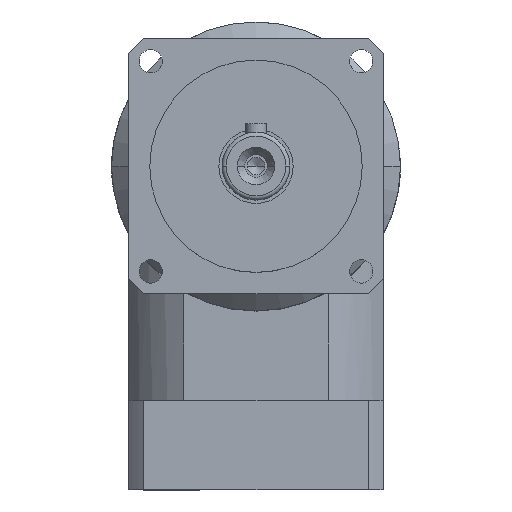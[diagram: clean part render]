
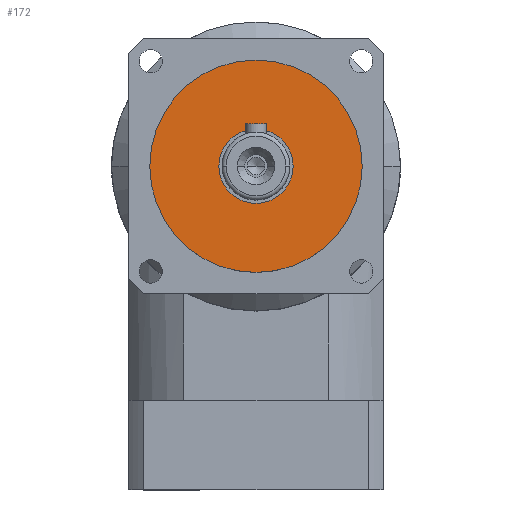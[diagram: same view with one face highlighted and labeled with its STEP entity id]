
A CAD part, top view. The second image highlights one B-rep face of the part: STEP entity #172.
In plain terms, the highlighted planar face has unit normal (0, 0, 1).
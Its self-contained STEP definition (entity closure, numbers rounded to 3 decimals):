
#172 = ADVANCED_FACE ( 'NONE', ( #6228, #7924 ), #3778, .T. ) ;
#308 = CARTESIAN_POINT ( 'NONE',  ( 25., 0., 44.5 ) ) ;
#485 = ORIENTED_EDGE ( 'NONE', *, *, #5863, .F. ) ;
#536 = DIRECTION ( 'NONE',  ( 1., 0., 0. ) ) ;
#650 = EDGE_CURVE ( 'NONE', #3952, #3218, #7511, .T. ) ;
#663 = DIRECTION ( 'NONE',  ( 0., 0., 1. ) ) ;
#676 = CARTESIAN_POINT ( 'NONE',  ( 0., 0., 44.5 ) ) ;
#689 = ORIENTED_EDGE ( 'NONE', *, *, #715, .F. ) ;
#715 = EDGE_CURVE ( 'NONE', #5386, #3072, #6712, .T. ) ;
#778 = ORIENTED_EDGE ( 'NONE', *, *, #3151, .T. ) ;
#940 = CARTESIAN_POINT ( 'NONE',  ( 0., 0., 44.5 ) ) ;
#1000 = DIRECTION ( 'NONE',  ( 1., 0., 0. ) ) ;
#1031 = DIRECTION ( 'NONE',  ( 0., 0., 1. ) ) ;
#1093 = CIRCLE ( 'NONE', #6225, 25. ) ;
#1731 = CARTESIAN_POINT ( 'NONE',  ( -25., 0., 44.5 ) ) ;
#2477 = CARTESIAN_POINT ( 'NONE',  ( -8.75, 0., 44.5 ) ) ;
#2573 = CIRCLE ( 'NONE', #8204, 8.75 ) ;
#2657 = AXIS2_PLACEMENT_3D ( 'NONE', #6358, #8238, #3103 ) ;
#2705 = DIRECTION ( 'NONE',  ( 0., 0., 1. ) ) ;
#3072 = VERTEX_POINT ( 'NONE', #3229 ) ;
#3103 = DIRECTION ( 'NONE',  ( 1., 0., 0. ) ) ;
#3151 = EDGE_CURVE ( 'NONE', #3218, #3952, #1093, .T. ) ;
#3218 = VERTEX_POINT ( 'NONE', #1731 ) ;
#3229 = CARTESIAN_POINT ( 'NONE',  ( 8.75, 0., 44.5 ) ) ;
#3778 = PLANE ( 'NONE',  #2657 ) ;
#3952 = VERTEX_POINT ( 'NONE', #308 ) ;
#4760 = ORIENTED_EDGE ( 'NONE', *, *, #650, .T. ) ;
#5125 = EDGE_LOOP ( 'NONE', ( #778, #4760 ) ) ;
#5145 = DIRECTION ( 'NONE',  ( 0., 0., 1. ) ) ;
#5265 = DIRECTION ( 'NONE',  ( 1., 0., 0. ) ) ;
#5386 = VERTEX_POINT ( 'NONE', #2477 ) ;
#5863 = EDGE_CURVE ( 'NONE', #3072, #5386, #2573, .T. ) ;
#6225 = AXIS2_PLACEMENT_3D ( 'NONE', #676, #663, #536 ) ;
#6228 = FACE_BOUND ( 'NONE', #7135, .T. ) ;
#6358 = CARTESIAN_POINT ( 'NONE',  ( 0., 0., 44.5 ) ) ;
#6568 = DIRECTION ( 'NONE',  ( 1., 0., 0. ) ) ;
#6618 = AXIS2_PLACEMENT_3D ( 'NONE', #7847, #2705, #6568 ) ;
#6712 = CIRCLE ( 'NONE', #7155, 8.75 ) ;
#7135 = EDGE_LOOP ( 'NONE', ( #689, #485 ) ) ;
#7155 = AXIS2_PLACEMENT_3D ( 'NONE', #940, #1031, #1000 ) ;
#7511 = CIRCLE ( 'NONE', #6618, 25. ) ;
#7794 = CARTESIAN_POINT ( 'NONE',  ( 0., 0., 44.5 ) ) ;
#7847 = CARTESIAN_POINT ( 'NONE',  ( 0., 0., 44.5 ) ) ;
#7924 = FACE_OUTER_BOUND ( 'NONE', #5125, .T. ) ;
#8204 = AXIS2_PLACEMENT_3D ( 'NONE', #7794, #5145, #5265 ) ;
#8238 = DIRECTION ( 'NONE',  ( 0., 0., 1. ) ) ;
